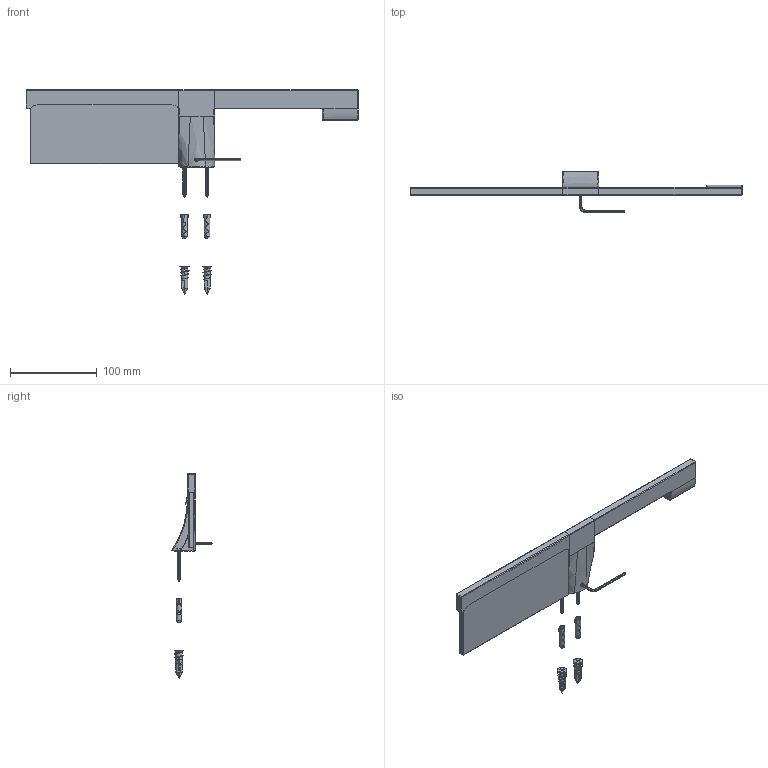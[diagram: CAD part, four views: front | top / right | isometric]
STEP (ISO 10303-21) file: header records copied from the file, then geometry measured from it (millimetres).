
FILE_DESCRIPTION((''),'2;1');
FILE_NAME('4706-1_ASM','2010-12-17T',('rameshkumark'),(''),'PRO/ENGINEER BY PARAMETRIC TECHNOLOGY CORPORATION, 2009300','PRO/ENGINEER BY PARAMETRIC TECHNOLOGY CORPORATION, 2009300','');
FILE_SCHEMA(('CONFIG_CONTROL_DESIGN'));
Length unit declared in the file: inch
Products named in the file (10): 40420; 92437; 92274; 91479; 91460; 1-206_47XX_ASM; 92104; 10159; 40421; 4706-1_ASM
Assembly tree (12 placements, depth 3):
  4706-1_ASM
    40420
    92437
    1-206_47XX_ASM
      92274  x2
      91479  x2
      91460  x2
    92104
    10159
    40421
Bounding box: 382.57 x 47.46 x 236.11 mm (x, y, z)
Volume: 185458.8 mm3; surface area: 125631.8 mm2
Topology: 15 solids, 18 shells, 804 faces, 1947 edges, 1170 vertices
Faces by surface type: plane 239, torus 225, bspline 124, cylinder 121, cone 63, sphere 28, extrusion 4
Entity records: 24388 total; most frequent: CARTESIAN_POINT 10800, ORIENTED_EDGE 2824, DIRECTION 2778, EDGE_CURVE 1419, AXIS2_PLACEMENT_3D 1088, VERTEX_POINT 853, EDGE_LOOP 613, VECTOR 602
